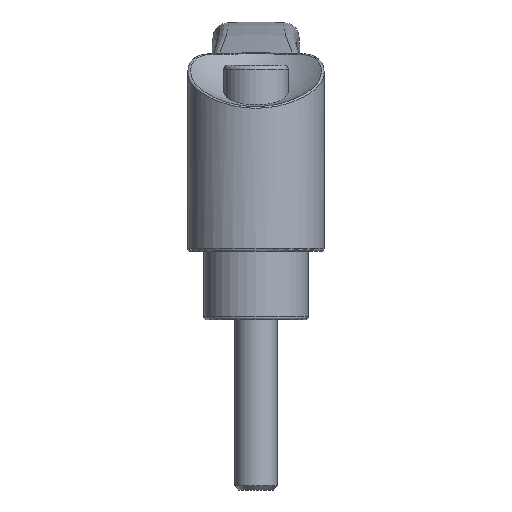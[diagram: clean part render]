
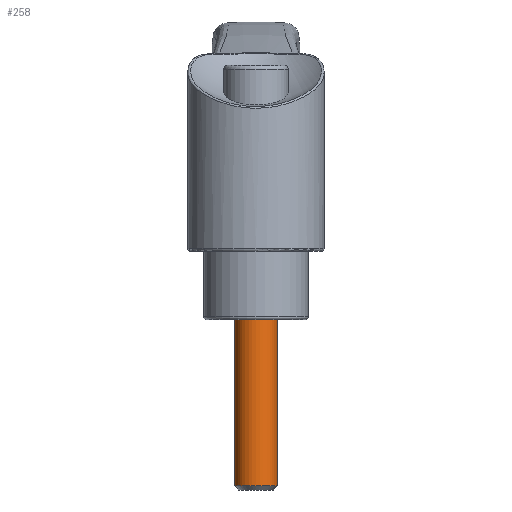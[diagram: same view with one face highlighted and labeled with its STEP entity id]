
A CAD part, left-side view. The second image highlights one B-rep face of the part: STEP entity #258.
In plain terms, the highlighted cylindrical face has radius 2.5 mm (diameter 5 mm), a full revolution.
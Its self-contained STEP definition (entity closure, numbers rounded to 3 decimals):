
#258 = ADVANCED_FACE( '', ( #526, #527 ), #528, .T. );
#526 = FACE_OUTER_BOUND( '', #6654, .T. );
#527 = FACE_OUTER_BOUND( '', #6655, .T. );
#528 = CYLINDRICAL_SURFACE( '', #6656, 2.5 );
#6654 = EDGE_LOOP( '', ( #7511 ) );
#6655 = EDGE_LOOP( '', ( #7512 ) );
#6656 = AXIS2_PLACEMENT_3D( '', #7513, #7514, #7515 );
#7511 = ORIENTED_EDGE( '', *, *, #7565, .T. );
#7512 = ORIENTED_EDGE( '', *, *, #7710, .T. );
#7513 = CARTESIAN_POINT( '', ( 0., 0., -16.832 ) );
#7514 = DIRECTION( '', ( 0., 0., -1. ) );
#7515 = DIRECTION( '', ( 1., 0., 0. ) );
#7565 = EDGE_CURVE( '', #7842, #7842, #7843, .F. );
#7710 = EDGE_CURVE( '', #8065, #8065, #8066, .T. );
#7842 = VERTEX_POINT( '', #8770 );
#7843 = CIRCLE( '', #8771, 2.5 );
#8065 = VERTEX_POINT( '', #10497 );
#8066 = CIRCLE( '', #10498, 2.5 );
#8770 = CARTESIAN_POINT( '', ( -2.5, 0., -16.332 ) );
#8771 = AXIS2_PLACEMENT_3D( '', #11453, #11454, #11455 );
#10497 = CARTESIAN_POINT( '', ( 0., 2.5, 3.168 ) );
#10498 = AXIS2_PLACEMENT_3D( '', #11552, #11553, #11554 );
#11453 = CARTESIAN_POINT( '', ( 0., 0., -16.332 ) );
#11454 = DIRECTION( '', ( 0., 0., -1. ) );
#11455 = DIRECTION( '', ( -1., 0., 0. ) );
#11552 = CARTESIAN_POINT( '', ( 0., 0., 3.168 ) );
#11553 = DIRECTION( '', ( 0., 0., -1. ) );
#11554 = DIRECTION( '', ( 0., 1., 0. ) );
